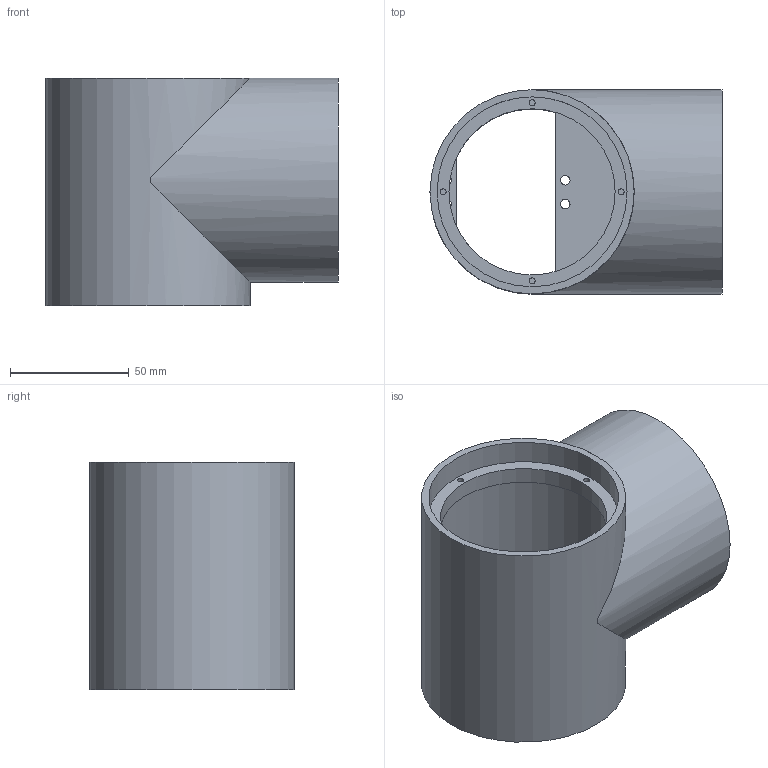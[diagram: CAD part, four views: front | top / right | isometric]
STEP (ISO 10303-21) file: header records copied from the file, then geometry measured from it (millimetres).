
FILE_DESCRIPTION(/* description */ (''),/* implementation_level */ '2;1');
FILE_NAME(/* name */ 'Motor 1 v6.step',/* time_stamp */ '2025-07-14T22:49:29-05:00',/* author */ (''),/* organization */ (''),/* preprocessor_version */ 'ST-DEVELOPER v20.1',/* originating_system */ 'Autodesk Translation Framework v14.10.0.0',/* authorisation */ '');
FILE_SCHEMA (('AUTOMOTIVE_DESIGN { 1 0 10303 214 3 1 1 }'));
Length unit declared in the file: millimetre
Products named in the file (1): Motor 1
Bounding box: 123 x 86 x 96 mm (x, y, z)
Volume: 341991.7 mm3; surface area: 72461.9 mm2
Topology: 1 solids, 1 shells, 53 faces, 145 edges, 96 vertices
Faces by surface type: cylinder 27, plane 25, cone 1
Full cylindrical faces by diameter (mm): 2.529 x5, 4 x4, 6 x1, 70 x1, 80 x2, 86 x2
Entity records: 1775 total; most frequent: DIRECTION 320, CARTESIAN_POINT 294, ORIENTED_EDGE 288, EDGE_CURVE 144, AXIS2_PLACEMENT_3D 122, VERTEX_POINT 96, LINE 76, VECTOR 76
